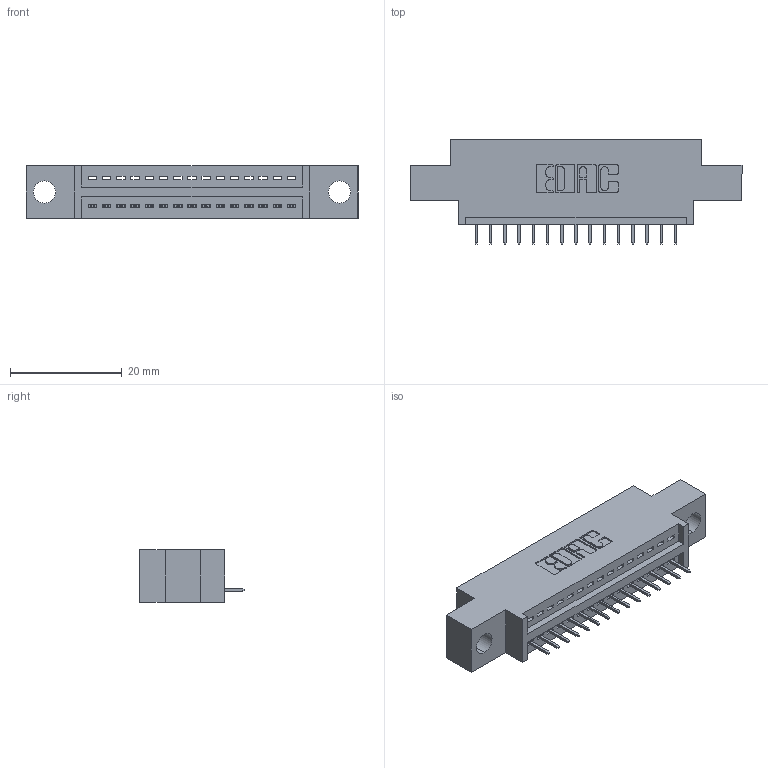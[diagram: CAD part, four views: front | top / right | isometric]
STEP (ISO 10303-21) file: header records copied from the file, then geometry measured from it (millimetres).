
FILE_DESCRIPTION (( 'STEP AP203' ), '1' );
FILE_NAME ('845-015-525-604.STEP', '2020-09-22T18:14:30', ( '' ), ( '' ), 'SwSTEP 2.0', 'SolidWorks 2020', '' );
FILE_SCHEMA (( 'CONFIG_CONTROL_DESIGN' ));
Length unit declared in the file: inch
Products named in the file (3): 845-015-525-604; 845 Part_0.170 Offset - 0.156 Dia-TH; 345-292-001_345-293-125
Assembly tree (16 placements, depth 2):
  845-015-525-604
    845 Part_0.170 Offset - 0.156 Dia-TH
    345-292-001_345-293-125  x15
Bounding box: 59.31 x 18.72 x 9.4 mm (x, y, z)
Volume: 5149.6 mm3; surface area: 6207.4 mm2
Topology: 16 solids, 16 shells, 1060 faces, 3053 edges, 1974 vertices
Faces by surface type: plane 774, cylinder 286
Entity records: 15133 total; most frequent: CARTESIAN_POINT 2629, ORIENTED_EDGE 2578, DIRECTION 2335, EDGE_CURVE 1289, LINE 1101, VECTOR 1101, VERTEX_POINT 854, AXIS2_PLACEMENT_3D 617
